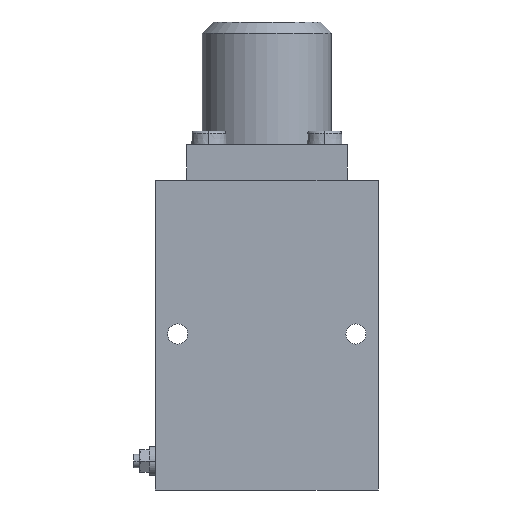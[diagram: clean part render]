
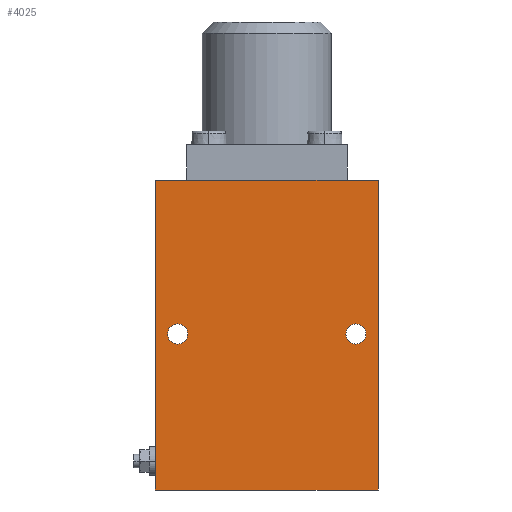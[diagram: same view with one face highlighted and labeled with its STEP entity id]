
A CAD part, left-side view. The second image highlights one B-rep face of the part: STEP entity #4025.
In plain terms, the highlighted planar face has unit normal (-1, 0, 0).
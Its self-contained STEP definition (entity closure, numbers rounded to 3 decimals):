
#222 = AXIS2_PLACEMENT_3D ( 'NONE', #6237, #6236, #6235 ) ;
#751 = FACE_OUTER_BOUND ( 'NONE', #1567, .T. ) ;
#752 = FACE_BOUND ( 'NONE', #1543, .T. ) ;
#753 = FACE_BOUND ( 'NONE', #1515, .T. ) ;
#792 = CIRCLE ( 'NONE', #2497, 4.5 ) ;
#818 = VECTOR ( 'NONE', #3433, 1000. ) ;
#822 = CIRCLE ( 'NONE', #2503, 4.5 ) ;
#823 = VECTOR ( 'NONE', #3407, 1000. ) ;
#826 = LINE ( 'NONE', #3425, #823 ) ;
#829 = VECTOR ( 'NONE', #3432, 1000. ) ;
#830 = LINE ( 'NONE', #3378, #818 ) ;
#832 = LINE ( 'NONE', #3439, #829 ) ;
#1166 = CARTESIAN_POINT ( 'NONE',  ( -41., -40., 74.5 ) ) ;
#1181 = CARTESIAN_POINT ( 'NONE',  ( -41., -40., 65.5 ) ) ;
#1232 = CARTESIAN_POINT ( 'NONE',  ( -41., 40., 74.5 ) ) ;
#1237 = CARTESIAN_POINT ( 'NONE',  ( -41., 40., 65.5 ) ) ;
#1336 = ORIENTED_EDGE ( 'NONE', *, *, #2677, .T. ) ;
#1343 = ORIENTED_EDGE ( 'NONE', *, *, #2702, .T. ) ;
#1359 = ORIENTED_EDGE ( 'NONE', *, *, #2614, .T. ) ;
#1374 = ORIENTED_EDGE ( 'NONE', *, *, #5756, .T. ) ;
#1400 = ORIENTED_EDGE ( 'NONE', *, *, #2682, .T. ) ;
#1415 = ORIENTED_EDGE ( 'NONE', *, *, #2683, .F. ) ;
#1453 = ORIENTED_EDGE ( 'NONE', *, *, #5773, .F. ) ;
#1515 = EDGE_LOOP ( 'NONE', ( #1400, #1343 ) ) ;
#1543 = EDGE_LOOP ( 'NONE', ( #1374, #1359 ) ) ;
#1567 = EDGE_LOOP ( 'NONE', ( #1578, #1453, #1415, #1336 ) ) ;
#1578 = ORIENTED_EDGE ( 'NONE', *, *, #2680, .T. ) ;
#2313 = VECTOR ( 'NONE', #6190, 1000. ) ;
#2315 = LINE ( 'NONE', #6191, #2313 ) ;
#2341 = CIRCLE ( 'NONE', #222, 4.5 ) ;
#2458 = AXIS2_PLACEMENT_3D ( 'NONE', #3336, #3340, #3334 ) ;
#2497 = AXIS2_PLACEMENT_3D ( 'NONE', #3436, #3435, #3434 ) ;
#2503 = AXIS2_PLACEMENT_3D ( 'NONE', #3368, #3392, #3355 ) ;
#2522 = AXIS2_PLACEMENT_3D ( 'NONE', #3803, #3802, #3801 ) ;
#2614 = EDGE_CURVE ( 'NONE', #4283, #4281, #4701, .T. ) ;
#2677 = EDGE_CURVE ( 'NONE', #5015, #5053, #832, .T. ) ;
#2680 = EDGE_CURVE ( 'NONE', #5053, #5072, #826, .T. ) ;
#2682 = EDGE_CURVE ( 'NONE', #4263, #4264, #822, .T. ) ;
#2683 = EDGE_CURVE ( 'NONE', #5015, #5110, #830, .T. ) ;
#2702 = EDGE_CURVE ( 'NONE', #4264, #4263, #792, .T. ) ;
#3334 = DIRECTION ( 'NONE',  ( 0., 1., 0. ) ) ;
#3335 = PLANE ( 'NONE',  #2458 ) ;
#3336 = CARTESIAN_POINT ( 'NONE',  ( -41., 50., 139. ) ) ;
#3340 = DIRECTION ( 'NONE',  ( 1., 0., 0. ) ) ;
#3355 = DIRECTION ( 'NONE',  ( 0., 0., -1. ) ) ;
#3368 = CARTESIAN_POINT ( 'NONE',  ( -41., -40., 70. ) ) ;
#3378 = CARTESIAN_POINT ( 'NONE',  ( -41., 50., 139. ) ) ;
#3392 = DIRECTION ( 'NONE',  ( 1., 0., 0. ) ) ;
#3407 = DIRECTION ( 'NONE',  ( 0., -1., 0. ) ) ;
#3425 = CARTESIAN_POINT ( 'NONE',  ( -41., 50., 0. ) ) ;
#3432 = DIRECTION ( 'NONE',  ( 0., 0., -1. ) ) ;
#3433 = DIRECTION ( 'NONE',  ( 0., -1., 0. ) ) ;
#3434 = DIRECTION ( 'NONE',  ( 0., 0., -1. ) ) ;
#3435 = DIRECTION ( 'NONE',  ( 1., 0., 0. ) ) ;
#3436 = CARTESIAN_POINT ( 'NONE',  ( -41., -40., 70. ) ) ;
#3439 = CARTESIAN_POINT ( 'NONE',  ( -41., 50., 139. ) ) ;
#3801 = DIRECTION ( 'NONE',  ( 0., 0., -1. ) ) ;
#3802 = DIRECTION ( 'NONE',  ( 1., 0., 0. ) ) ;
#3803 = CARTESIAN_POINT ( 'NONE',  ( -41., 40., 70. ) ) ;
#4025 = ADVANCED_FACE ( 'NONE', ( #752, #753, #751 ), #3335, .F. ) ;
#4263 = VERTEX_POINT ( 'NONE', #1181 ) ;
#4264 = VERTEX_POINT ( 'NONE', #1166 ) ;
#4281 = VERTEX_POINT ( 'NONE', #1237 ) ;
#4283 = VERTEX_POINT ( 'NONE', #1232 ) ;
#4701 = CIRCLE ( 'NONE', #2522, 4.5 ) ;
#5015 = VERTEX_POINT ( 'NONE', #6730 ) ;
#5053 = VERTEX_POINT ( 'NONE', #6586 ) ;
#5072 = VERTEX_POINT ( 'NONE', #6564 ) ;
#5110 = VERTEX_POINT ( 'NONE', #6490 ) ;
#5756 = EDGE_CURVE ( 'NONE', #4281, #4283, #2341, .T. ) ;
#5773 = EDGE_CURVE ( 'NONE', #5110, #5072, #2315, .T. ) ;
#6190 = DIRECTION ( 'NONE',  ( 0., 0., -1. ) ) ;
#6191 = CARTESIAN_POINT ( 'NONE',  ( -41., -50., 139. ) ) ;
#6235 = DIRECTION ( 'NONE',  ( 0., 0., -1. ) ) ;
#6236 = DIRECTION ( 'NONE',  ( 1., 0., 0. ) ) ;
#6237 = CARTESIAN_POINT ( 'NONE',  ( -41., 40., 70. ) ) ;
#6490 = CARTESIAN_POINT ( 'NONE',  ( -41., -50., 139. ) ) ;
#6564 = CARTESIAN_POINT ( 'NONE',  ( -41., -50., 0. ) ) ;
#6586 = CARTESIAN_POINT ( 'NONE',  ( -41., 50., 0. ) ) ;
#6730 = CARTESIAN_POINT ( 'NONE',  ( -41., 50., 139. ) ) ;
